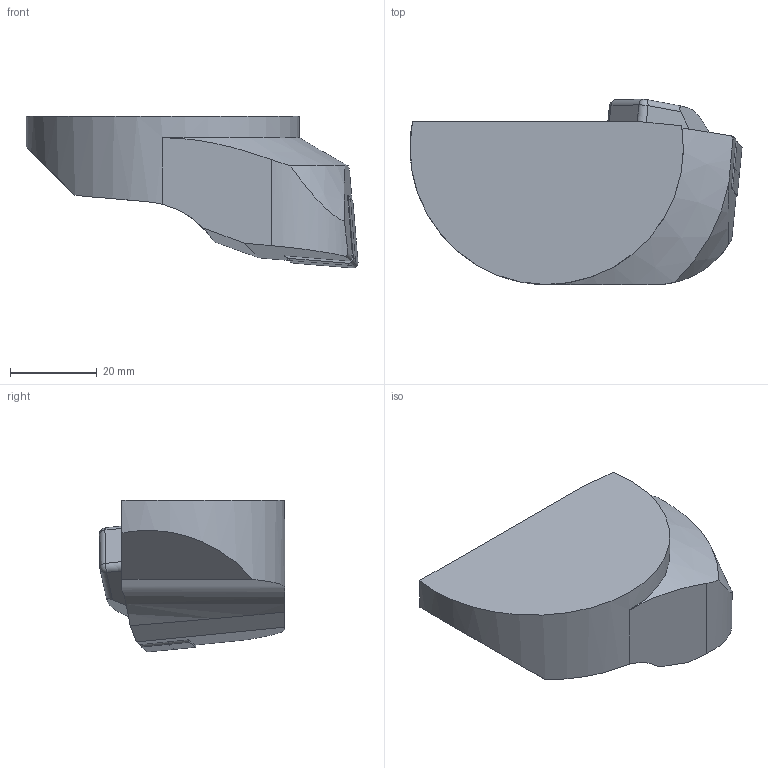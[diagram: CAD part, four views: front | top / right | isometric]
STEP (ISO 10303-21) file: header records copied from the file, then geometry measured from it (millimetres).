
FILE_DESCRIPTION((''),'1');
FILE_NAME('F63-DCLNL-45035-16.stp','2024-02-22T02:55:17',(''),(''),'Spatial Interop R21 SP3','Kubotek KeyCreator 2011 V10.0.2 (22737)',' ');
FILE_SCHEMA(('automotive_design'));
Length unit declared in the file: millimetre
Products named in the file (4): 240[2]; 242[4]; 241[3]
Bounding box: 76.5 x 42.69 x 35 mm (x, y, z)
Volume: 56342 mm3; surface area: 11877.5 mm2
Topology: 4 solids, 4 shells, 57 faces, 142 edges, 93 vertices
Faces by surface type: plane 32, cylinder 20, cone 3, sphere 2
Entity records: 3270 total; most frequent: CARTESIAN_POINT 378, DIRECTION 306, ORIENTED_EDGE 284, PRESENTATION_STYLE_ASSIGNMENT 264, COLOUR_RGB 264, STYLED_ITEM 203, CURVE_STYLE 203, DRAUGHTING_PRE_DEFINED_CURVE_FONT 203
